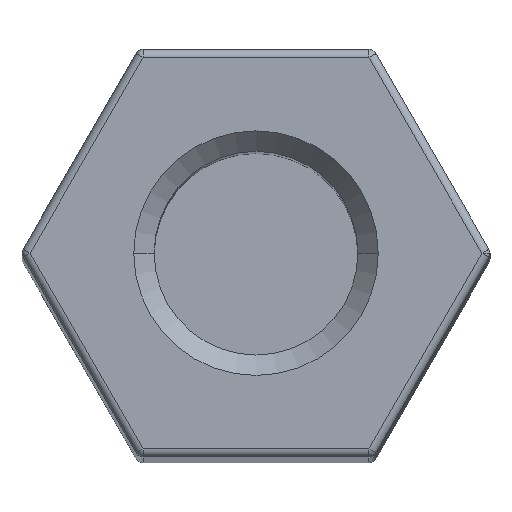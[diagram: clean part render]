
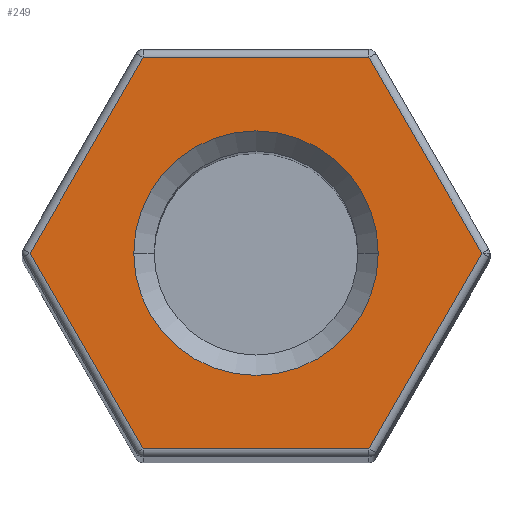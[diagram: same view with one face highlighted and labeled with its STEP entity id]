
A CAD part, top view. The second image highlights one B-rep face of the part: STEP entity #249.
In plain terms, the highlighted planar face has unit normal (0, 0, 1).
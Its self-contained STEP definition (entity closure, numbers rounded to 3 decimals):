
#37 = CARTESIAN_POINT ( 'NONE',  ( 2.771, 0., 40. ) ) ;
#61 = EDGE_LOOP ( 'NONE', ( #456, #358 ) ) ;
#68 = AXIS2_PLACEMENT_3D ( 'NONE', #1122, #1075, #1070 ) ;
#106 = AXIS2_PLACEMENT_3D ( 'NONE', #605, #592, #585 ) ;
#142 = VECTOR ( 'NONE', #788, 1000. ) ;
#146 = ORIENTED_EDGE ( 'NONE', *, *, #179, .T. ) ;
#156 = VERTEX_POINT ( 'NONE', #1251 ) ;
#164 = EDGE_CURVE ( 'NONE', #832, #1374, #571, .T. ) ;
#166 = EDGE_CURVE ( 'NONE', #1374, #1069, #765, .T. ) ;
#168 = EDGE_CURVE ( 'NONE', #1069, #364, #517, .T. ) ;
#175 = LINE ( 'NONE', #807, #703 ) ;
#177 = EDGE_CURVE ( 'NONE', #364, #907, #175, .T. ) ;
#179 = EDGE_CURVE ( 'NONE', #907, #444, #737, .T. ) ;
#181 = EDGE_CURVE ( 'NONE', #444, #832, #991, .T. ) ;
#183 = EDGE_CURVE ( 'NONE', #156, #1295, #1236, .T. ) ;
#213 = VECTOR ( 'NONE', #1142, 1000. ) ;
#228 = FACE_BOUND ( 'NONE', #61, .T. ) ;
#249 = ADVANCED_FACE ( 'NONE', ( #1314, #228 ), #979, .T. ) ;
#358 = ORIENTED_EDGE ( 'NONE', *, *, #183, .T. ) ;
#364 = VERTEX_POINT ( 'NONE', #1118 ) ;
#409 = ORIENTED_EDGE ( 'NONE', *, *, #166, .T. ) ;
#444 = VERTEX_POINT ( 'NONE', #37 ) ;
#456 = ORIENTED_EDGE ( 'NONE', *, *, #468, .T. ) ;
#468 = EDGE_CURVE ( 'NONE', #1295, #156, #494, .T. ) ;
#474 = CARTESIAN_POINT ( 'NONE',  ( -1.386, 2.4, 40. ) ) ;
#488 = VECTOR ( 'NONE', #901, 1000. ) ;
#494 = CIRCLE ( 'NONE', #1132, 1.5 ) ;
#517 = LINE ( 'NONE', #931, #488 ) ;
#571 = LINE ( 'NONE', #1242, #213 ) ;
#585 = DIRECTION ( 'NONE',  ( 1., 0., 0. ) ) ;
#592 = DIRECTION ( 'NONE',  ( 0., 0., -1. ) ) ;
#605 = CARTESIAN_POINT ( 'NONE',  ( 0., 0., 40. ) ) ;
#676 = ORIENTED_EDGE ( 'NONE', *, *, #177, .T. ) ;
#702 = DIRECTION ( 'NONE',  ( -0.5, 0.866, 0. ) ) ;
#703 = VECTOR ( 'NONE', #797, 1000. ) ;
#735 = DIRECTION ( 'NONE',  ( 1., 0., 0. ) ) ;
#737 = LINE ( 'NONE', #1030, #142 ) ;
#740 = DIRECTION ( 'NONE',  ( 0., 0., -1. ) ) ;
#765 = LINE ( 'NONE', #1143, #1033 ) ;
#788 = DIRECTION ( 'NONE',  ( 0.5, 0.866, 0. ) ) ;
#797 = DIRECTION ( 'NONE',  ( 1., 0., 0. ) ) ;
#807 = CARTESIAN_POINT ( 'NONE',  ( 1.443, -2.4, 40. ) ) ;
#826 = CARTESIAN_POINT ( 'NONE',  ( 0., 0., 40. ) ) ;
#832 = VERTEX_POINT ( 'NONE', #1172 ) ;
#847 = CARTESIAN_POINT ( 'NONE',  ( -2.771, 0., 40. ) ) ;
#901 = DIRECTION ( 'NONE',  ( 0.5, -0.866, 0. ) ) ;
#907 = VERTEX_POINT ( 'NONE', #1178 ) ;
#921 = CARTESIAN_POINT ( 'NONE',  ( 1.357, 2.45, 40. ) ) ;
#931 = CARTESIAN_POINT ( 'NONE',  ( -1.357, -2.45, 40. ) ) ;
#956 = VECTOR ( 'NONE', #702, 1000. ) ;
#979 = PLANE ( 'NONE',  #68 ) ;
#991 = LINE ( 'NONE', #921, #956 ) ;
#1003 = ORIENTED_EDGE ( 'NONE', *, *, #168, .T. ) ;
#1030 = CARTESIAN_POINT ( 'NONE',  ( 2.8, 0.05, 40. ) ) ;
#1033 = VECTOR ( 'NONE', #1262, 1000. ) ;
#1069 = VERTEX_POINT ( 'NONE', #847 ) ;
#1070 = DIRECTION ( 'NONE',  ( 1., 0., 0. ) ) ;
#1075 = DIRECTION ( 'NONE',  ( 0., 0., 1. ) ) ;
#1109 = CARTESIAN_POINT ( 'NONE',  ( 1.5, 0., 40. ) ) ;
#1118 = CARTESIAN_POINT ( 'NONE',  ( -1.386, -2.4, 40. ) ) ;
#1122 = CARTESIAN_POINT ( 'NONE',  ( 2.887, 0., 40. ) ) ;
#1132 = AXIS2_PLACEMENT_3D ( 'NONE', #826, #740, #735 ) ;
#1142 = DIRECTION ( 'NONE',  ( -1., 0., 0. ) ) ;
#1143 = CARTESIAN_POINT ( 'NONE',  ( -2.8, -0.05, 40. ) ) ;
#1172 = CARTESIAN_POINT ( 'NONE',  ( 1.386, 2.4, 40. ) ) ;
#1175 = EDGE_LOOP ( 'NONE', ( #1249, #409, #1003, #676, #146, #1238 ) ) ;
#1178 = CARTESIAN_POINT ( 'NONE',  ( 1.386, -2.4, 40. ) ) ;
#1236 = CIRCLE ( 'NONE', #106, 1.5 ) ;
#1238 = ORIENTED_EDGE ( 'NONE', *, *, #181, .T. ) ;
#1242 = CARTESIAN_POINT ( 'NONE',  ( -1.443, 2.4, 40. ) ) ;
#1249 = ORIENTED_EDGE ( 'NONE', *, *, #164, .T. ) ;
#1251 = CARTESIAN_POINT ( 'NONE',  ( -1.5, 0., 40. ) ) ;
#1262 = DIRECTION ( 'NONE',  ( -0.5, -0.866, 0. ) ) ;
#1295 = VERTEX_POINT ( 'NONE', #1109 ) ;
#1314 = FACE_OUTER_BOUND ( 'NONE', #1175, .T. ) ;
#1374 = VERTEX_POINT ( 'NONE', #474 ) ;
